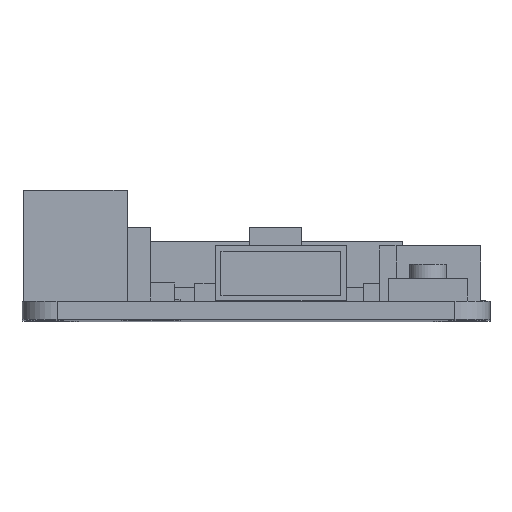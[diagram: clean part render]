
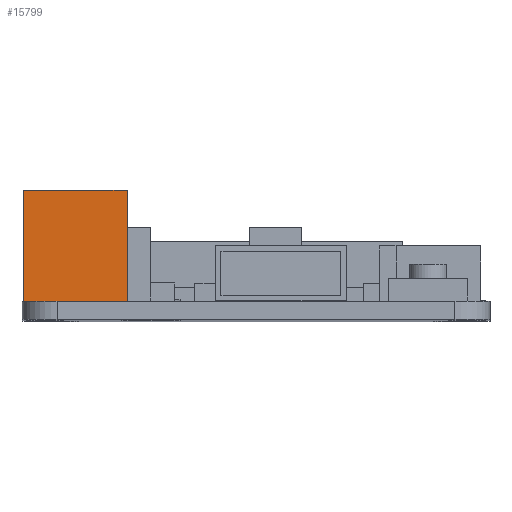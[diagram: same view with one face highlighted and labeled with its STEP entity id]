
A CAD part, top view. The second image highlights one B-rep face of the part: STEP entity #15799.
In plain terms, the highlighted planar face has unit normal (0, 0, 1).
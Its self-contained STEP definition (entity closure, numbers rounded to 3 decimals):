
#1783=FACE_OUTER_BOUND('',#2832,.T.);
#2832=EDGE_LOOP('',(#13849,#13850,#13851,#13852));
#4448=LINE('',#25734,#6178);
#4456=LINE('',#25749,#6186);
#4457=LINE('',#25751,#6187);
#4458=LINE('',#25752,#6188);
#6178=VECTOR('',#21278,10.);
#6186=VECTOR('',#21290,10.);
#6187=VECTOR('',#21293,10.);
#6188=VECTOR('',#21294,10.);
#7687=VERTEX_POINT('',#25730);
#7689=VERTEX_POINT('',#25733);
#7693=VERTEX_POINT('',#25745);
#7694=VERTEX_POINT('',#25747);
#9764=EDGE_CURVE('',#7687,#7689,#4448,.T.);
#9772=EDGE_CURVE('',#7693,#7694,#4456,.T.);
#9773=EDGE_CURVE('',#7693,#7687,#4457,.T.);
#9774=EDGE_CURVE('',#7689,#7694,#4458,.T.);
#13849=ORIENTED_EDGE('',*,*,#9773,.F.);
#13850=ORIENTED_EDGE('',*,*,#9772,.T.);
#13851=ORIENTED_EDGE('',*,*,#9774,.F.);
#13852=ORIENTED_EDGE('',*,*,#9764,.F.);
#14895=PLANE('',#17229);
#15799=ADVANCED_FACE('',(#1783),#14895,.T.);
#17229=AXIS2_PLACEMENT_3D('',#25750,#21291,#21292);
#21278=DIRECTION('',(0.,1.,0.));
#21290=DIRECTION('',(0.,1.,0.));
#21291=DIRECTION('center_axis',(0.,0.,1.));
#21292=DIRECTION('ref_axis',(1.,0.,0.));
#21293=DIRECTION('',(-1.,0.,0.));
#21294=DIRECTION('',(1.,0.,0.));
#25730=CARTESIAN_POINT('',(-12.6,1.,31.8));
#25733=CARTESIAN_POINT('',(-12.6,7.,31.8));
#25734=CARTESIAN_POINT('',(-12.6,1.,31.8));
#25745=CARTESIAN_POINT('',(-7.,1.,31.8));
#25747=CARTESIAN_POINT('',(-7.,7.,31.8));
#25749=CARTESIAN_POINT('',(-7.,1.,31.8));
#25750=CARTESIAN_POINT('Origin',(-12.6,1.,31.8));
#25751=CARTESIAN_POINT('',(-11.2,1.,31.8));
#25752=CARTESIAN_POINT('',(-11.2,7.,31.8));
